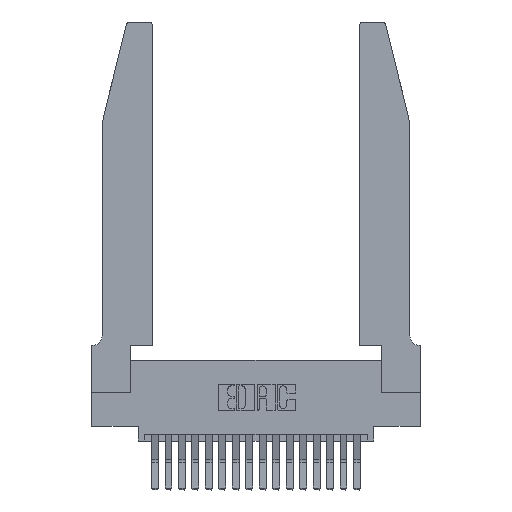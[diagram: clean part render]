
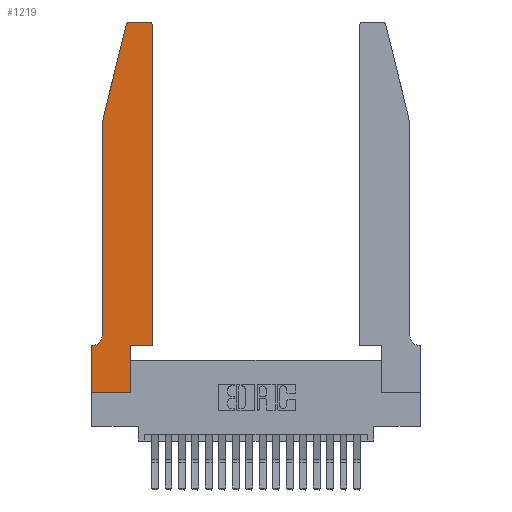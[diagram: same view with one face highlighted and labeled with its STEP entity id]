
A CAD part, top view. The second image highlights one B-rep face of the part: STEP entity #1219.
In plain terms, the highlighted planar face has unit normal (0, 0, 1).
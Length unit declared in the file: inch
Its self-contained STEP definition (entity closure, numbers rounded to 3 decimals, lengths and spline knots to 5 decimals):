
#285 = CARTESIAN_POINT ( 'NONE',  ( 0.2865, 0.35, 0.37 ) ) ;
#358 = VERTEX_POINT ( 'NONE', #14673 ) ;
#772 = EDGE_CURVE ( 'NONE', #12961, #18726, #9368, .T. ) ;
#811 = ORIENTED_EDGE ( 'NONE', *, *, #6670, .T. ) ;
#879 = VECTOR ( 'NONE', #10241, 39.37008 ) ;
#1219 = ADVANCED_FACE ( 'NONE', ( #4793 ), #12700, .T. ) ;
#1290 = CARTESIAN_POINT ( 'NONE',  ( 0., 0., 0.37 ) ) ;
#1609 = DIRECTION ( 'NONE',  ( 0., 1., 0. ) ) ;
#2168 = DIRECTION ( 'NONE',  ( 1., 0., 0. ) ) ;
#2692 = ORIENTED_EDGE ( 'NONE', *, *, #772, .T. ) ;
#2932 = EDGE_CURVE ( 'NONE', #11586, #14798, #11385, .T. ) ;
#3001 = DIRECTION ( 'NONE',  ( 0., -1., 0. ) ) ;
#3017 = ORIENTED_EDGE ( 'NONE', *, *, #2932, .T. ) ;
#3139 = CARTESIAN_POINT ( 'NONE',  ( 0.0055, 0.42, 0.37 ) ) ;
#3378 = DIRECTION ( 'NONE',  ( -0.239, -0.971, 0. ) ) ;
#3414 = EDGE_CURVE ( 'NONE', #18726, #20225, #20014, .T. ) ;
#3596 = EDGE_CURVE ( 'NONE', #14798, #4720, #4499, .T. ) ;
#3647 = CARTESIAN_POINT ( 'NONE',  ( 0.0755, 2., 0.37 ) ) ;
#3820 = EDGE_CURVE ( 'NONE', #16982, #11586, #6755, .T. ) ;
#4174 = VERTEX_POINT ( 'NONE', #19114 ) ;
#4499 = LINE ( 'NONE', #285, #17702 ) ;
#4635 = ORIENTED_EDGE ( 'NONE', *, *, #20594, .T. ) ;
#4720 = VERTEX_POINT ( 'NONE', #18716 ) ;
#4793 = FACE_OUTER_BOUND ( 'NONE', #19637, .T. ) ;
#5419 = CARTESIAN_POINT ( 'NONE',  ( 0.0755, 2., 0.37 ) ) ;
#5549 = DIRECTION ( 'NONE',  ( -1., 0., 0. ) ) ;
#5601 = CIRCLE ( 'NONE', #17292, 0.07 ) ;
#5990 = CIRCLE ( 'NONE', #16062, 0.03 ) ;
#6147 = CARTESIAN_POINT ( 'NONE',  ( 0.4505, 0.35, 0.37 ) ) ;
#6213 = CARTESIAN_POINT ( 'NONE',  ( 0.4505, 0.35, 0.37 ) ) ;
#6337 = DIRECTION ( 'NONE',  ( 0., 0., 1. ) ) ;
#6423 = VECTOR ( 'NONE', #3001, 39.37008 ) ;
#6495 = LINE ( 'NONE', #6213, #15409 ) ;
#6585 = DIRECTION ( 'NONE',  ( 0., 1., 0. ) ) ;
#6670 = EDGE_CURVE ( 'NONE', #20225, #4174, #18900, .T. ) ;
#6755 = LINE ( 'NONE', #11627, #12369 ) ;
#7781 = CARTESIAN_POINT ( 'NONE',  ( 0.2865, 0., 0.37 ) ) ;
#7952 = LINE ( 'NONE', #13519, #9194 ) ;
#8130 = DIRECTION ( 'NONE',  ( 1., 0., 0. ) ) ;
#8952 = CARTESIAN_POINT ( 'NONE',  ( 0.4205, 2.75, 0.37 ) ) ;
#8978 = LINE ( 'NONE', #11806, #879 ) ;
#9061 = VECTOR ( 'NONE', #3378, 39.37008 ) ;
#9194 = VECTOR ( 'NONE', #5549, 39.37008 ) ;
#9368 = CIRCLE ( 'NONE', #13748, 0.03 ) ;
#10076 = ORIENTED_EDGE ( 'NONE', *, *, #3414, .T. ) ;
#10215 = EDGE_CURVE ( 'NONE', #17467, #12961, #7952, .T. ) ;
#10241 = DIRECTION ( 'NONE',  ( -1., 0., 0. ) ) ;
#10695 = ORIENTED_EDGE ( 'NONE', *, *, #20211, .T. ) ;
#11267 = CARTESIAN_POINT ( 'NONE',  ( 0., 0.35, 0.37 ) ) ;
#11385 = LINE ( 'NONE', #1290, #13417 ) ;
#11586 = VERTEX_POINT ( 'NONE', #17169 ) ;
#11627 = CARTESIAN_POINT ( 'NONE',  ( 0., 0., 0.37 ) ) ;
#11806 = CARTESIAN_POINT ( 'NONE',  ( 0.0755, 0.35, 0.37 ) ) ;
#12369 = VECTOR ( 'NONE', #13283, 39.37008 ) ;
#12653 = DIRECTION ( 'NONE',  ( 1., 0., 0. ) ) ;
#12700 = PLANE ( 'NONE',  #16559 ) ;
#12718 = ORIENTED_EDGE ( 'NONE', *, *, #17594, .T. ) ;
#12961 = VERTEX_POINT ( 'NONE', #14444 ) ;
#13268 = CARTESIAN_POINT ( 'NONE',  ( 0.4505, 0.35, 0.37 ) ) ;
#13283 = DIRECTION ( 'NONE',  ( 0., -1., 0. ) ) ;
#13417 = VECTOR ( 'NONE', #12653, 39.37008 ) ;
#13519 = CARTESIAN_POINT ( 'NONE',  ( 0.2605, 2.75, 0.37 ) ) ;
#13748 = AXIS2_PLACEMENT_3D ( 'NONE', #14680, #20034, #2168 ) ;
#14427 = DIRECTION ( 'NONE',  ( -1., 0., 0. ) ) ;
#14444 = CARTESIAN_POINT ( 'NONE',  ( 0.284, 2.75, 0.37 ) ) ;
#14533 = VERTEX_POINT ( 'NONE', #6147 ) ;
#14608 = EDGE_CURVE ( 'NONE', #358, #17467, #5990, .T. ) ;
#14673 = CARTESIAN_POINT ( 'NONE',  ( 0.4505, 2.72, 0.37 ) ) ;
#14680 = CARTESIAN_POINT ( 'NONE',  ( 0.284, 2.72, 0.37 ) ) ;
#14798 = VERTEX_POINT ( 'NONE', #7781 ) ;
#15409 = VECTOR ( 'NONE', #17595, 39.37008 ) ;
#15487 = EDGE_CURVE ( 'NONE', #16253, #16982, #8978, .T. ) ;
#15629 = CARTESIAN_POINT ( 'NONE',  ( 0.0055, 0.35, 0.37 ) ) ;
#15679 = VECTOR ( 'NONE', #6585, 39.37008 ) ;
#15770 = ORIENTED_EDGE ( 'NONE', *, *, #15487, .T. ) ;
#16020 = CARTESIAN_POINT ( 'NONE',  ( 0., 0.35, 0.37 ) ) ;
#16062 = AXIS2_PLACEMENT_3D ( 'NONE', #19247, #19787, #17864 ) ;
#16253 = VERTEX_POINT ( 'NONE', #15629 ) ;
#16559 = AXIS2_PLACEMENT_3D ( 'NONE', #16020, #6337, #8130 ) ;
#16982 = VERTEX_POINT ( 'NONE', #11267 ) ;
#17169 = CARTESIAN_POINT ( 'NONE',  ( 0., 0., 0.37 ) ) ;
#17292 = AXIS2_PLACEMENT_3D ( 'NONE', #3139, #19562, #14427 ) ;
#17467 = VERTEX_POINT ( 'NONE', #8952 ) ;
#17594 = EDGE_CURVE ( 'NONE', #4174, #16253, #5601, .T. ) ;
#17595 = DIRECTION ( 'NONE',  ( 1., 0., 0. ) ) ;
#17702 = VECTOR ( 'NONE', #1609, 39.37008 ) ;
#17864 = DIRECTION ( 'NONE',  ( 1., 0., 0. ) ) ;
#17941 = CARTESIAN_POINT ( 'NONE',  ( 0.0755, 2., 0.37 ) ) ;
#17959 = LINE ( 'NONE', #13268, #15679 ) ;
#18567 = ORIENTED_EDGE ( 'NONE', *, *, #3596, .T. ) ;
#18716 = CARTESIAN_POINT ( 'NONE',  ( 0.2865, 0.35, 0.37 ) ) ;
#18726 = VERTEX_POINT ( 'NONE', #20954 ) ;
#18900 = LINE ( 'NONE', #3647, #6423 ) ;
#19114 = CARTESIAN_POINT ( 'NONE',  ( 0.0755, 0.42, 0.37 ) ) ;
#19247 = CARTESIAN_POINT ( 'NONE',  ( 0.4205, 2.72, 0.37 ) ) ;
#19562 = DIRECTION ( 'NONE',  ( 0., 0., -1. ) ) ;
#19637 = EDGE_LOOP ( 'NONE', ( #20995, #2692, #10076, #811, #12718, #15770, #20069, #3017, #18567, #4635, #10695, #19973 ) ) ;
#19787 = DIRECTION ( 'NONE',  ( 0., 0., 1. ) ) ;
#19973 = ORIENTED_EDGE ( 'NONE', *, *, #14608, .T. ) ;
#20014 = LINE ( 'NONE', #17941, #9061 ) ;
#20034 = DIRECTION ( 'NONE',  ( 0., 0., 1. ) ) ;
#20069 = ORIENTED_EDGE ( 'NONE', *, *, #3820, .T. ) ;
#20211 = EDGE_CURVE ( 'NONE', #14533, #358, #17959, .T. ) ;
#20225 = VERTEX_POINT ( 'NONE', #5419 ) ;
#20594 = EDGE_CURVE ( 'NONE', #4720, #14533, #6495, .T. ) ;
#20954 = CARTESIAN_POINT ( 'NONE',  ( 0.25487, 2.72718, 0.37 ) ) ;
#20995 = ORIENTED_EDGE ( 'NONE', *, *, #10215, .T. ) ;
